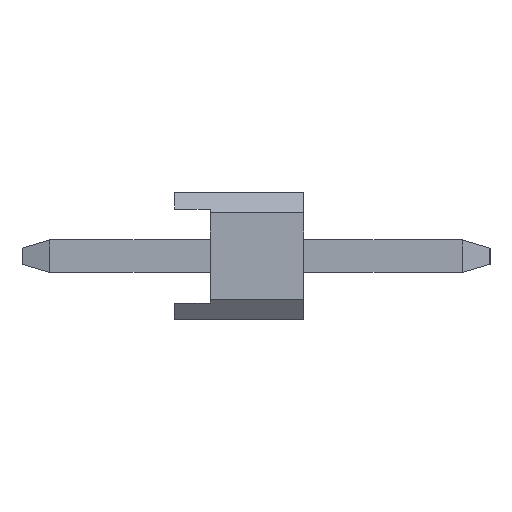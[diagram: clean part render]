
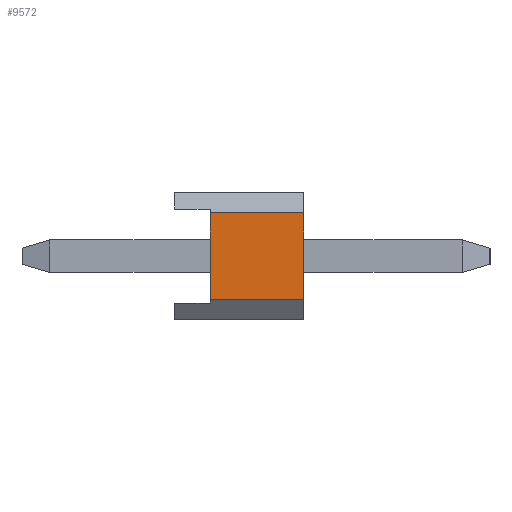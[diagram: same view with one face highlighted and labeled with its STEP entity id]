
A CAD part, left-side view. The second image highlights one B-rep face of the part: STEP entity #9572.
In plain terms, the highlighted planar face has unit normal (-1, 0, 0).
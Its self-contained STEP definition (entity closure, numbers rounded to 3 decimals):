
#4248=VERTEX_POINT('',#11396);
#6258=EDGE_CURVE('',#8418,#4248,#13598,.T.);
#7526=EDGE_CURVE('',#8418,#8568,#14991,.T.);
#7826=EDGE_CURVE('',#8568,#8570,#15346,.T.);
#8418=VERTEX_POINT('',#16001);
#8568=VERTEX_POINT('',#16172);
#8570=VERTEX_POINT('',#16174);
#9078=EDGE_CURVE('',#8570,#4248,#16725,.T.);
#9572=ADVANCED_FACE('',(#17289),#17290,.T.);
#11396=CARTESIAN_POINT('',(-29.11,-2.54,0.851));
#13598=LINE('',#22742,#22743);
#14991=LINE('',#24731,#24732);
#15346=LINE('',#25226,#25227);
#16001=CARTESIAN_POINT('',(-29.11,-0.7,0.851));
#16172=CARTESIAN_POINT('',(-29.11,-0.7,-0.851));
#16174=CARTESIAN_POINT('',(-29.11,-2.54,-0.851));
#16725=LINE('',#27223,#27224);
#17289=FACE_OUTER_BOUND('',#28026,.T.);
#17290=PLANE('',#28027);
#22742=CARTESIAN_POINT('',(-29.11,0.,0.851));
#22743=VECTOR('',#32538,1.0);
#24731=CARTESIAN_POINT('',(-29.11,-0.7,-0.426));
#24732=VECTOR('',#33872,1.0);
#25226=CARTESIAN_POINT('',(-29.11,0.,-0.851));
#25227=VECTOR('',#34472,1.0);
#27223=CARTESIAN_POINT('',(-29.11,-2.54,0.851));
#27224=VECTOR('',#35833,1.0);
#28026=EDGE_LOOP('',(#36610,#36611,#36612,#36613));
#28027=AXIS2_PLACEMENT_3D('',#36614,#36615,#36616);
#32538=DIRECTION('',(0.0,-1.0,0.));
#33872=DIRECTION('',(0.0,0.,-1.0));
#34472=DIRECTION('',(0.0,-1.0,0.));
#35833=DIRECTION('',(0.0,0.,1.0));
#36610=ORIENTED_EDGE('',*,*,#7526,.T.);
#36611=ORIENTED_EDGE('',*,*,#7826,.T.);
#36612=ORIENTED_EDGE('',*,*,#9078,.T.);
#36613=ORIENTED_EDGE('',*,*,#6258,.F.);
#36614=CARTESIAN_POINT('',(-29.11,0.,-0.851));
#36615=DIRECTION('',(-1.0,0.0,0.0));
#36616=DIRECTION('',(0.0,0.,-1.0));
